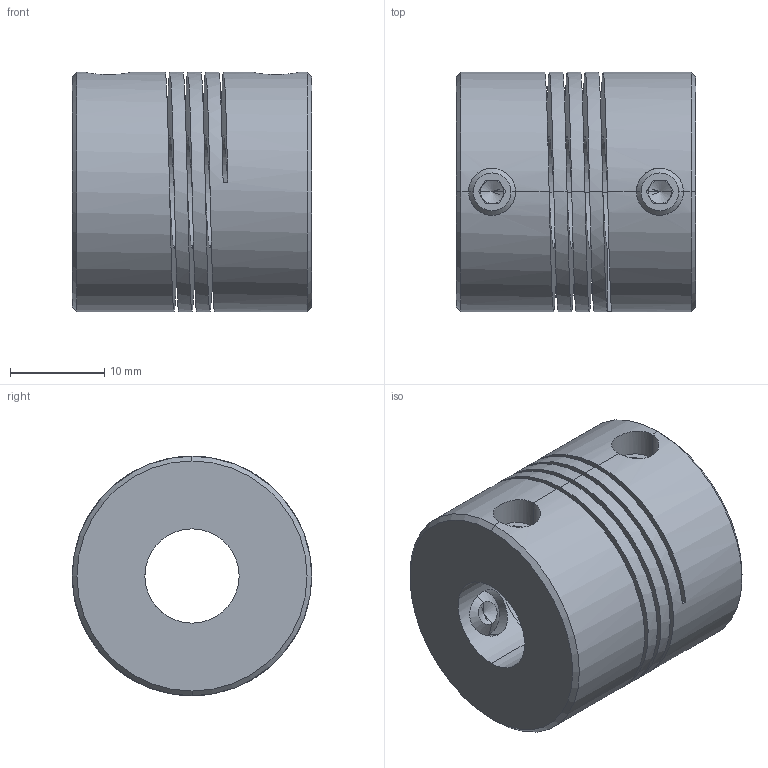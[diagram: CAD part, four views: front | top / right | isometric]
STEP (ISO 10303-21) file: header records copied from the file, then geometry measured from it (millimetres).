
FILE_DESCRIPTION (( 'STEP AP214' ), '1' );
FILE_NAME ('RU-100D.STEP', '2016-06-30T14:11:33', ( '' ), ( '' ), 'SwSTEP 2.0', 'SolidWorks 2016', '' );
FILE_SCHEMA (( 'AUTOMOTIVE_DESIGN' ));
Length unit declared in the file: millimetre
Products named in the file (1): RU-100D
Bounding box: 25.4 x 25.4 x 25.4 mm (x, y, z)
Volume: 9378.9 mm3; surface area: 6909.3 mm2
Topology: 1 solids, 1 shells, 142 faces, 348 edges, 200 vertices
Faces by surface type: plane 58, cylinder 46, cone 36, bspline 2
Entity records: 6226 total; most frequent: CARTESIAN_POINT 2985, ORIENTED_EDGE 664, DIRECTION 658, EDGE_CURVE 332, AXIS2_PLACEMENT_3D 233, VERTEX_POINT 200, VECTOR 192, LINE 192
